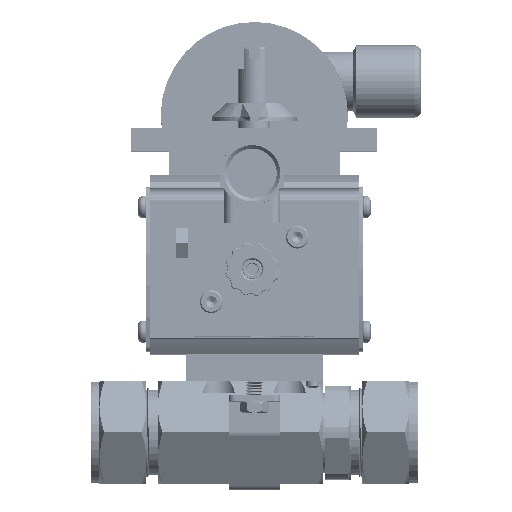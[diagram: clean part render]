
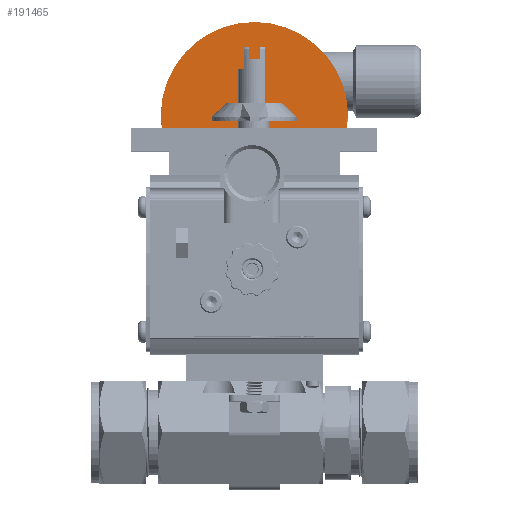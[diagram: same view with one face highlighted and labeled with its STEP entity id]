
A CAD part, top view. The second image highlights one B-rep face of the part: STEP entity #191465.
In plain terms, the highlighted planar face has unit normal (0, 0, 1).
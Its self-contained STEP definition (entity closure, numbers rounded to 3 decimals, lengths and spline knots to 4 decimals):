
#4213 = PLANE ( 'NONE',  #154639 ) ;
#4434 = VERTEX_POINT ( 'NONE', #26188 ) ;
#5344 = VERTEX_POINT ( 'NONE', #164797 ) ;
#9077 = CARTESIAN_POINT ( 'NONE',  ( 0.3435, 4.111, -1.29 ) ) ;
#12678 = VERTEX_POINT ( 'NONE', #185029 ) ;
#12997 = ORIENTED_EDGE ( 'NONE', *, *, #112192, .F. ) ;
#14765 = EDGE_CURVE ( 'NONE', #90964, #5344, #200221, .T. ) ;
#17354 = EDGE_LOOP ( 'NONE', ( #202631, #12997 ) ) ;
#18313 = AXIS2_PLACEMENT_3D ( 'NONE', #130683, #29523, #147718 ) ;
#21117 = DIRECTION ( 'NONE',  ( 1., 0., 0. ) ) ;
#26053 = DIRECTION ( 'NONE',  ( 1., 0., 0. ) ) ;
#26188 = CARTESIAN_POINT ( 'NONE',  ( -0.0958, 4.111, -1.29 ) ) ;
#29523 = DIRECTION ( 'NONE',  ( 0., 0., 1. ) ) ;
#41966 = AXIS2_PLACEMENT_3D ( 'NONE', #169279, #68076, #186316 ) ;
#46224 = AXIS2_PLACEMENT_3D ( 'NONE', #194768, #93468, #211698 ) ;
#60454 = CARTESIAN_POINT ( 'NONE',  ( 1.368, 4.641, -1.29 ) ) ;
#61217 = DIRECTION ( 'NONE',  ( 0., 0., -1. ) ) ;
#68076 = DIRECTION ( 'NONE',  ( 0., 0., 1. ) ) ;
#69735 = CIRCLE ( 'NONE', #73297, 1.3675 ) ;
#73297 = AXIS2_PLACEMENT_3D ( 'NONE', #197611, #96278, #214514 ) ;
#77384 = CARTESIAN_POINT ( 'NONE',  ( -0.5913, 4.111, -1.29 ) ) ;
#77659 = VERTEX_POINT ( 'NONE', #77384 ) ;
#89352 = ORIENTED_EDGE ( 'NONE', *, *, #155523, .F. ) ;
#90964 = VERTEX_POINT ( 'NONE', #92072 ) ;
#92072 = CARTESIAN_POINT ( 'NONE',  ( 0.5912, 4.111, -1.29 ) ) ;
#93468 = DIRECTION ( 'NONE',  ( 0., 0., 1. ) ) ;
#95107 = EDGE_CURVE ( 'NONE', #98440, #12678, #69735, .T. ) ;
#96278 = DIRECTION ( 'NONE',  ( 0., 0., -1. ) ) ;
#98440 = VERTEX_POINT ( 'NONE', #60454 ) ;
#98552 = ORIENTED_EDGE ( 'NONE', *, *, #99244, .F. ) ;
#99244 = EDGE_CURVE ( 'NONE', #12678, #98440, #171755, .T. ) ;
#105373 = CARTESIAN_POINT ( 'NONE',  ( 0.0005, 4.641, -1.29 ) ) ;
#106615 = EDGE_LOOP ( 'NONE', ( #212428, #89352 ) ) ;
#108544 = FACE_BOUND ( 'NONE', #106615, .T. ) ;
#109938 = ORIENTED_EDGE ( 'NONE', *, *, #95107, .F. ) ;
#112192 = EDGE_CURVE ( 'NONE', #5344, #90964, #118275, .T. ) ;
#113904 = FACE_OUTER_BOUND ( 'NONE', #123684, .T. ) ;
#118275 = CIRCLE ( 'NONE', #182469, 0.2478 ) ;
#121974 = CIRCLE ( 'NONE', #41966, 0.2478 ) ;
#122312 = DIRECTION ( 'NONE',  ( 0., 0., -1. ) ) ;
#123684 = EDGE_LOOP ( 'NONE', ( #98552, #109938 ) ) ;
#127198 = DIRECTION ( 'NONE',  ( 0., 0., 1. ) ) ;
#130683 = CARTESIAN_POINT ( 'NONE',  ( 0.3435, 4.111, -1.29 ) ) ;
#134114 = EDGE_CURVE ( 'NONE', #4434, #77659, #121974, .T. ) ;
#147718 = DIRECTION ( 'NONE',  ( 1., 0., 0. ) ) ;
#153464 = FACE_BOUND ( 'NONE', #17354, .T. ) ;
#154639 = AXIS2_PLACEMENT_3D ( 'NONE', #105373, #122312, #21117 ) ;
#155523 = EDGE_CURVE ( 'NONE', #77659, #4434, #199716, .T. ) ;
#162440 = CARTESIAN_POINT ( 'NONE',  ( 0.0005, 4.641, -1.29 ) ) ;
#164797 = CARTESIAN_POINT ( 'NONE',  ( 0.0957, 4.111, -1.29 ) ) ;
#169279 = CARTESIAN_POINT ( 'NONE',  ( -0.3435, 4.111, -1.29 ) ) ;
#171755 = CIRCLE ( 'NONE', #177877, 1.3675 ) ;
#177877 = AXIS2_PLACEMENT_3D ( 'NONE', #162440, #61217, #179507 ) ;
#179507 = DIRECTION ( 'NONE',  ( 1., 0., 0. ) ) ;
#182469 = AXIS2_PLACEMENT_3D ( 'NONE', #9077, #127198, #26053 ) ;
#185029 = CARTESIAN_POINT ( 'NONE',  ( -1.367, 4.641, -1.29 ) ) ;
#186316 = DIRECTION ( 'NONE',  ( 1., 0., 0. ) ) ;
#191465 = ADVANCED_FACE ( 'NONE', ( #113904, #153464, #108544 ), #4213, .F. ) ;
#194768 = CARTESIAN_POINT ( 'NONE',  ( -0.3435, 4.111, -1.29 ) ) ;
#197611 = CARTESIAN_POINT ( 'NONE',  ( 0.0005, 4.641, -1.29 ) ) ;
#199716 = CIRCLE ( 'NONE', #46224, 0.2478 ) ;
#200221 = CIRCLE ( 'NONE', #18313, 0.2478 ) ;
#202631 = ORIENTED_EDGE ( 'NONE', *, *, #14765, .F. ) ;
#211698 = DIRECTION ( 'NONE',  ( 1., 0., 0. ) ) ;
#212428 = ORIENTED_EDGE ( 'NONE', *, *, #134114, .F. ) ;
#214514 = DIRECTION ( 'NONE',  ( 1., 0., 0. ) ) ;
